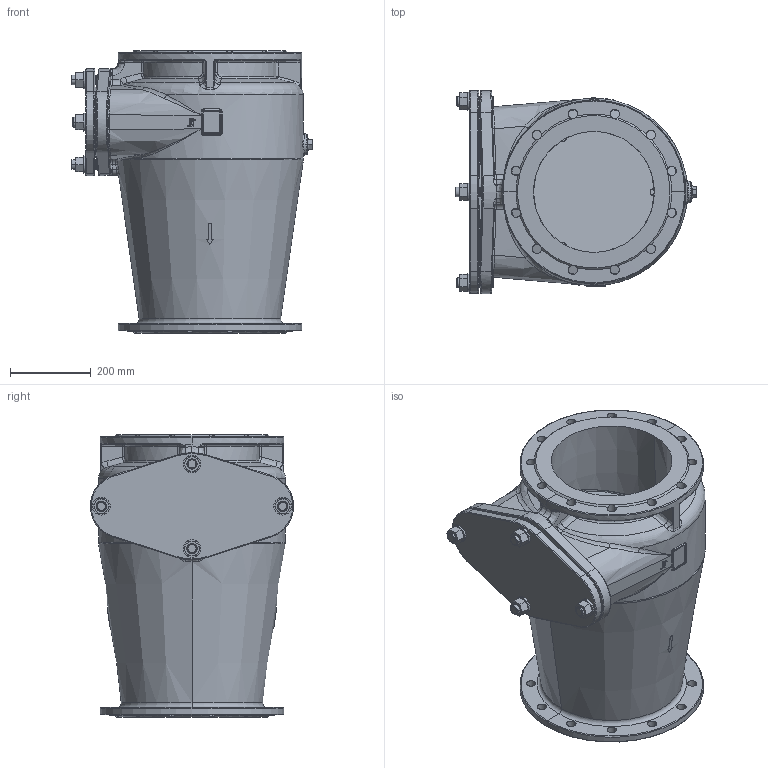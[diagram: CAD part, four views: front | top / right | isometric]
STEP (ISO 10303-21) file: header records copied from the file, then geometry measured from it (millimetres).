
FILE_DESCRIPTION((''),'2;1');
FILE_NAME('DN300_PN10_CEP_ART435_ASM','2011-03-04T',('JMarkelj'),('Audax d.o.o.'),'PRO/ENGINEER BY PARAMETRIC TECHNOLOGY CORPORATION, 2010180','PRO/ENGINEER BY PARAMETRIC TECHNOLOGY CORPORATION, 2010180','');
FILE_SCHEMA(('CONFIG_CONTROL_DESIGN'));
Length unit declared in the file: millimetre
Products named in the file (17): OHISJE_DN300_AF0; OHISJE_DN300_OBDELAN_PN10_ASM; ZAPORA_DN300; ZAPORA; AKSA_ZAPORE; ZAPORA_DN300_ASM; O_TESNILO_POKROVA; STOJNI_VIJAK_M24X60; STOJNI_VIJAK_M24X65; POKROV_DN300; PODLOSKA_A24; MATICA_M24; CEP_34_DIN910; CEP; PODLOSKA_CU; CEP_34_DIN910_ASM; DN300_PN10_CEP_ART435_ASM
Assembly tree (25 placements, depth 3):
  DN300_PN10_CEP_ART435_ASM
    OHISJE_DN300_OBDELAN_PN10_ASM
      OHISJE_DN300_AF0
    ZAPORA_DN300_ASM
      ZAPORA_DN300  x2
      ZAPORA
      AKSA_ZAPORE
    O_TESNILO_POKROVA
    STOJNI_VIJAK_M24X60  x2
    STOJNI_VIJAK_M24X65  x2
    POKROV_DN300
    PODLOSKA_A24  x4
    MATICA_M24  x4
    CEP_34_DIN910_ASM
      CEP_34_DIN910
      CEP
      PODLOSKA_CU
Bounding box: 599.3 x 504 x 700 mm (x, y, z)
Volume: 30789225.9 mm3; surface area: 3629901.7 mm2
Topology: 22 solids, 36 shells, 2286 faces, 5899 edges, 3699 vertices
Faces by surface type: plane 1132, cylinder 414, bspline 347, cone 219, torus 140, sphere 34
Entity records: 82465 total; most frequent: CARTESIAN_POINT 34881, ORIENTED_EDGE 10938, DIRECTION 8371, EDGE_CURVE 5491, VERTEX_POINT 3453, AXIS2_PLACEMENT_3D 3225, EDGE_LOOP 2218, B_SPLINE_CURVE_WITH_KNOTS 2158
